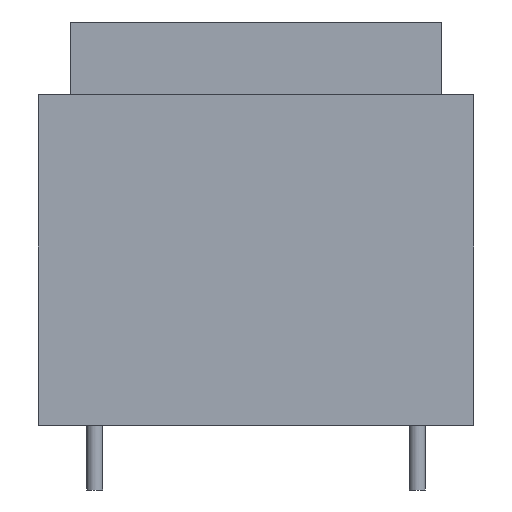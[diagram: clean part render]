
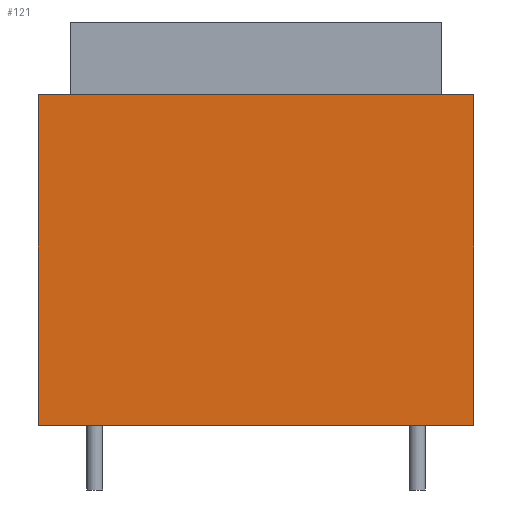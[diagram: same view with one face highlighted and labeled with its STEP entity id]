
A CAD part, left-side view. The second image highlights one B-rep face of the part: STEP entity #121.
In plain terms, the highlighted planar face has unit normal (-1, 0, 0).
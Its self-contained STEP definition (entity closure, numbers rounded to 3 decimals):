
#121=ADVANCED_FACE('',(#280),#282,.T.);
#280=FACE_BOUND('',#281,.T.);
#281=EDGE_LOOP('',(#412,#413,#414,#415));
#282=PLANE('',#283);
#283=AXIS2_PLACEMENT_3D('',#284,#285,#286);
#284=CARTESIAN_POINT('',(0.,27.,0.));
#285=DIRECTION('',(-1.,0.,0.));
#286=DIRECTION('',(0.,-1.,0.));
#412=ORIENTED_EDGE('',*,*,#465,.T.);
#413=ORIENTED_EDGE('',*,*,#466,.T.);
#414=ORIENTED_EDGE('',*,*,#446,.F.);
#415=ORIENTED_EDGE('',*,*,#464,.F.);
#446=EDGE_CURVE('',#479,#481,#482,.T.);
#464=EDGE_CURVE('',#509,#479,#511,.T.);
#465=EDGE_CURVE('',#509,#512,#513,.T.);
#466=EDGE_CURVE('',#512,#481,#514,.T.);
#479=VERTEX_POINT('',#537);
#481=VERTEX_POINT('',#541);
#482=LINE('',#542,#543);
#509=VERTEX_POINT('',#603);
#511=LINE('',#607,#608);
#512=VERTEX_POINT('',#610);
#513=LINE('',#611,#612);
#514=LINE('',#614,#615);
#537=CARTESIAN_POINT('',(0.,27.,20.5));
#541=CARTESIAN_POINT('',(0.,0.,20.5));
#542=CARTESIAN_POINT('',(0.,27.,20.5));
#543=VECTOR('',#544,1.);
#544=DIRECTION('',(0.,-1.,0.));
#603=CARTESIAN_POINT('',(0.,27.,0.));
#607=CARTESIAN_POINT('',(0.,27.,0.));
#608=VECTOR('',#609,1.);
#609=DIRECTION('',(0.,0.,1.));
#610=CARTESIAN_POINT('',(0.,0.,0.));
#611=CARTESIAN_POINT('',(0.,27.,0.));
#612=VECTOR('',#613,1.);
#613=DIRECTION('',(0.,-1.,0.));
#614=CARTESIAN_POINT('',(0.,0.,0.));
#615=VECTOR('',#616,1.);
#616=DIRECTION('',(0.,0.,1.));
